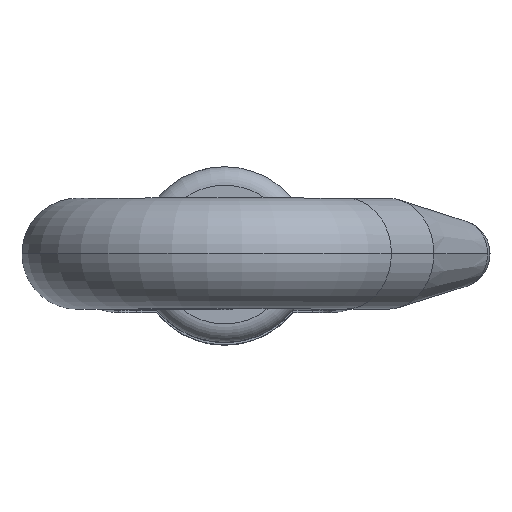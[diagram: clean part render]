
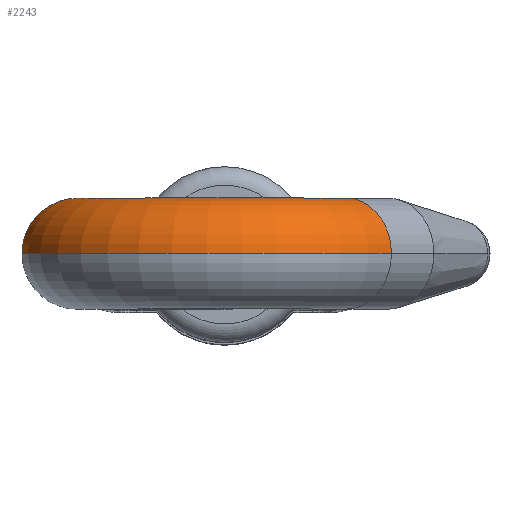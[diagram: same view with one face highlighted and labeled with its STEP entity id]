
A CAD part, top view. The second image highlights one B-rep face of the part: STEP entity #2243.
In plain terms, the highlighted toroidal (fillet/blend) face has major radius 8 mm and minor radius 3 mm.
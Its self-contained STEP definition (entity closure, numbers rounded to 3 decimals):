
#51 = DIRECTION ( 'NONE',  ( 0.574, 0., -0.819 ) ) ;
#114 = CARTESIAN_POINT ( 'NONE',  ( -67.149, 0., 9.011 ) ) ;
#304 = VERTEX_POINT ( 'NONE', #114 ) ;
#342 = VERTEX_POINT ( 'NONE', #1301 ) ;
#721 = EDGE_CURVE ( 'NONE', #304, #1652, #1474, .T. ) ;
#892 = VERTEX_POINT ( 'NONE', #1908 ) ;
#1144 = CARTESIAN_POINT ( 'NONE',  ( -60.839, 0., 0. ) ) ;
#1301 = CARTESIAN_POINT ( 'NONE',  ( -54.53, 0., -9.011 ) ) ;
#1314 = CARTESIAN_POINT ( 'NONE',  ( -65.428, 0., 6.553 ) ) ;
#1353 = CIRCLE ( 'NONE', #2915, 5. ) ;
#1472 = FACE_OUTER_BOUND ( 'NONE', #2418, .T. ) ;
#1474 = CIRCLE ( 'NONE', #1762, 3. ) ;
#1535 = AXIS2_PLACEMENT_3D ( 'NONE', #3093, #1694, #51 ) ;
#1551 = TOROIDAL_SURFACE ( 'NONE', #2878, 8., 3. ) ;
#1652 = VERTEX_POINT ( 'NONE', #3465 ) ;
#1673 = DIRECTION ( 'NONE',  ( 0., 1., 0. ) ) ;
#1694 = DIRECTION ( 'NONE',  ( 0.819, 0., 0.574 ) ) ;
#1762 = AXIS2_PLACEMENT_3D ( 'NONE', #1314, #2123, #2140 ) ;
#1908 = CARTESIAN_POINT ( 'NONE',  ( -57.971, 0., -4.096 ) ) ;
#1929 = AXIS2_PLACEMENT_3D ( 'NONE', #1144, #1673, #2815 ) ;
#2049 = ORIENTED_EDGE ( 'NONE', *, *, #721, .T. ) ;
#2117 = DIRECTION ( 'NONE',  ( -1., 0., 0. ) ) ;
#2123 = DIRECTION ( 'NONE',  ( -0.819, 0., -0.574 ) ) ;
#2140 = DIRECTION ( 'NONE',  ( -0.574, 0., 0.819 ) ) ;
#2145 = ORIENTED_EDGE ( 'NONE', *, *, #3119, .T. ) ;
#2243 = ADVANCED_FACE ( 'NONE', ( #1472 ), #1551, .T. ) ;
#2272 = ORIENTED_EDGE ( 'NONE', *, *, #2740, .F. ) ;
#2306 = CARTESIAN_POINT ( 'NONE',  ( -60.839, 0., 0. ) ) ;
#2418 = EDGE_LOOP ( 'NONE', ( #2272, #2145, #2049, #3178 ) ) ;
#2439 = CARTESIAN_POINT ( 'NONE',  ( -60.839, 0., 0. ) ) ;
#2539 = EDGE_CURVE ( 'NONE', #892, #1652, #1353, .T. ) ;
#2543 = DIRECTION ( 'NONE',  ( 0., 0., 1. ) ) ;
#2645 = DIRECTION ( 'NONE',  ( 0., 1., 0. ) ) ;
#2740 = EDGE_CURVE ( 'NONE', #342, #892, #3098, .T. ) ;
#2815 = DIRECTION ( 'NONE',  ( -1., 0., 0. ) ) ;
#2863 = DIRECTION ( 'NONE',  ( 0., 1., 0. ) ) ;
#2878 = AXIS2_PLACEMENT_3D ( 'NONE', #2306, #2863, #2543 ) ;
#2915 = AXIS2_PLACEMENT_3D ( 'NONE', #2439, #2645, #2117 ) ;
#3093 = CARTESIAN_POINT ( 'NONE',  ( -56.251, 0., -6.553 ) ) ;
#3098 = CIRCLE ( 'NONE', #1535, 3. ) ;
#3119 = EDGE_CURVE ( 'NONE', #342, #304, #3496, .T. ) ;
#3178 = ORIENTED_EDGE ( 'NONE', *, *, #2539, .F. ) ;
#3465 = CARTESIAN_POINT ( 'NONE',  ( -63.707, 0., 4.096 ) ) ;
#3496 = CIRCLE ( 'NONE', #1929, 11. ) ;
